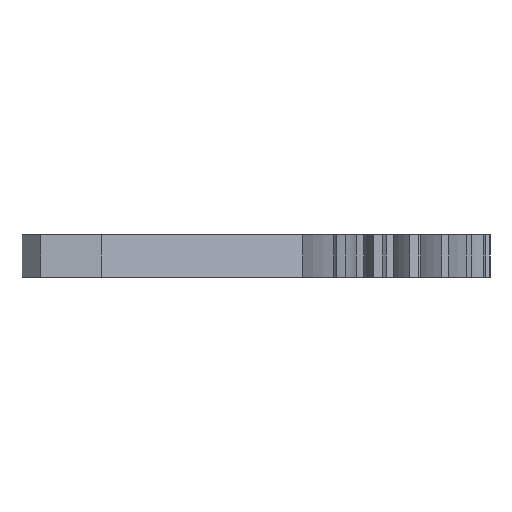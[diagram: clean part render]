
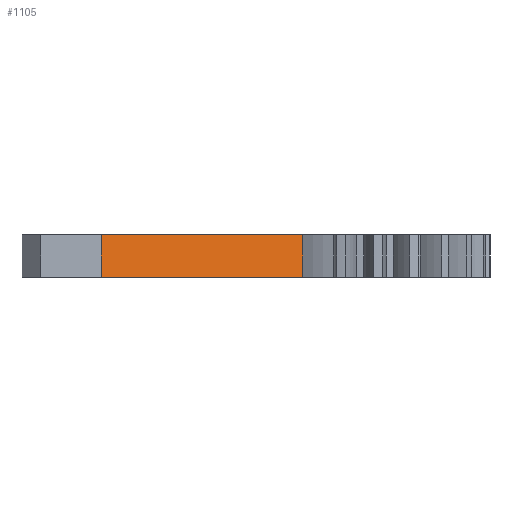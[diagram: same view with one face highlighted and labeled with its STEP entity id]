
A CAD part, left-side view. The second image highlights one B-rep face of the part: STEP entity #1105.
In plain terms, the highlighted planar face has unit normal (-0.892, -0.452, 0).
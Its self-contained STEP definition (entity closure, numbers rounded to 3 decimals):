
#35=PLANE('',#1251);
#58=FACE_OUTER_BOUND('',#122,.T.);
#122=EDGE_LOOP('',(#829,#830,#831,#832));
#166=LINE('',#1726,#237);
#178=LINE('',#1848,#249);
#199=LINE('',#1916,#270);
#200=LINE('',#1917,#271);
#237=VECTOR('',#1336,10.);
#249=VECTOR('',#1452,10.);
#270=VECTOR('',#1533,10.);
#271=VECTOR('',#1534,10.);
#409=VERTEX_POINT('',#1724);
#410=VERTEX_POINT('',#1725);
#468=VERTEX_POINT('',#1847);
#485=VERTEX_POINT('',#1915);
#524=EDGE_CURVE('',#409,#410,#166,.T.);
#585=EDGE_CURVE('',#468,#410,#178,.T.);
#619=EDGE_CURVE('',#485,#409,#199,.T.);
#620=EDGE_CURVE('',#468,#485,#200,.T.);
#829=ORIENTED_EDGE('',*,*,#524,.F.);
#830=ORIENTED_EDGE('',*,*,#619,.F.);
#831=ORIENTED_EDGE('',*,*,#620,.F.);
#832=ORIENTED_EDGE('',*,*,#585,.T.);
#1105=ADVANCED_FACE('',(#58),#35,.T.);
#1251=AXIS2_PLACEMENT_3D('',#1914,#1531,#1532);
#1336=DIRECTION('',(-0.452,0.892,0.));
#1452=DIRECTION('',(0.,0.,-1.));
#1531=DIRECTION('center_axis',(-0.892,-0.452,0.));
#1532=DIRECTION('ref_axis',(-0.452,0.892,0.));
#1533=DIRECTION('',(0.,0.,-1.));
#1534=DIRECTION('',(0.452,-0.892,0.));
#1724=CARTESIAN_POINT('',(-9.205,11.816,0.));
#1725=CARTESIAN_POINT('',(-21.848,36.753,0.));
#1726=CARTESIAN_POINT('',(-17.838,28.844,0.));
#1847=CARTESIAN_POINT('',(-21.848,36.753,5.));
#1848=CARTESIAN_POINT('',(-21.848,36.753,5.));
#1914=CARTESIAN_POINT('Origin',(-9.205,11.816,5.));
#1915=CARTESIAN_POINT('',(-9.205,11.816,5.));
#1916=CARTESIAN_POINT('',(-9.205,11.816,5.));
#1917=CARTESIAN_POINT('',(-12.055,17.436,5.));
